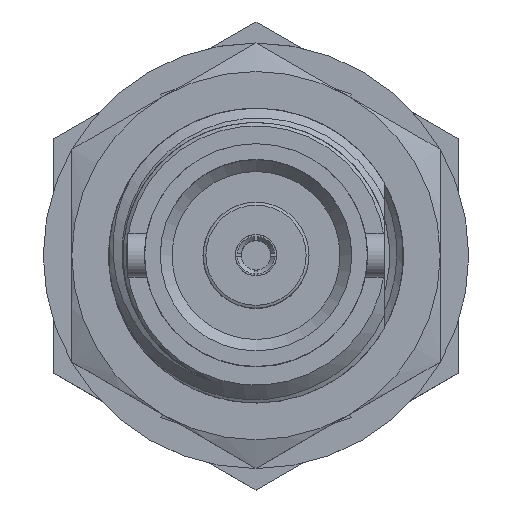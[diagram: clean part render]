
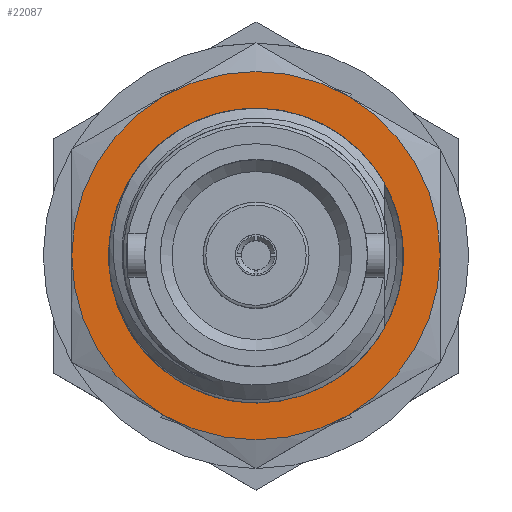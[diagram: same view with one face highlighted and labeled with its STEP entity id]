
A CAD part, top view. The second image highlights one B-rep face of the part: STEP entity #22087.
In plain terms, the highlighted face is planar.
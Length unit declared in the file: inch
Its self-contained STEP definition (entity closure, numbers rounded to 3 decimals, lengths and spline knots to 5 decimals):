
#432 = DIRECTION ( 'NONE',  ( -1., 0., 0. ) ) ;
#513 = CARTESIAN_POINT ( 'NONE',  ( 0.52, 0., 0. ) ) ;
#1049 = AXIS2_PLACEMENT_3D ( 'NONE', #2548, #16652, #12638 ) ;
#1150 = AXIS2_PLACEMENT_3D ( 'NONE', #10446, #3136, #22967 ) ;
#1439 = DIRECTION ( 'NONE',  ( 0., 0., 1. ) ) ;
#2548 = CARTESIAN_POINT ( 'NONE',  ( 0.52, 0., 0. ) ) ;
#2714 = CIRCLE ( 'NONE', #12215, 0.3125 ) ;
#3136 = DIRECTION ( 'NONE',  ( -1., 0., 0. ) ) ;
#3308 = CIRCLE ( 'NONE', #19108, 0.25015 ) ;
#3393 = CARTESIAN_POINT ( 'NONE',  ( 0.52, 0., 0. ) ) ;
#3639 = ORIENTED_EDGE ( 'NONE', *, *, #24589, .T. ) ;
#3754 = VERTEX_POINT ( 'NONE', #11831 ) ;
#4446 = DIRECTION ( 'NONE',  ( -1., 0., 0. ) ) ;
#4621 = FACE_OUTER_BOUND ( 'NONE', #15127, .T. ) ;
#5219 = CIRCLE ( 'NONE', #21108, 0.3125 ) ;
#5388 = CIRCLE ( 'NONE', #16942, 0.3125 ) ;
#5435 = ORIENTED_EDGE ( 'NONE', *, *, #14588, .T. ) ;
#5770 = DIRECTION ( 'NONE',  ( -1., 0., 0. ) ) ;
#5942 = DIRECTION ( 'NONE',  ( 0., 0., 1. ) ) ;
#6560 = DIRECTION ( 'NONE',  ( 0., 0., 1. ) ) ;
#7123 = DIRECTION ( 'NONE',  ( -1., 0., 0. ) ) ;
#8832 = EDGE_CURVE ( 'NONE', #9086, #10317, #15783, .T. ) ;
#9086 = VERTEX_POINT ( 'NONE', #17258 ) ;
#9136 = EDGE_CURVE ( 'NONE', #3754, #9086, #5388, .T. ) ;
#9210 = DIRECTION ( 'NONE',  ( -1., 0., 0. ) ) ;
#9483 = EDGE_CURVE ( 'NONE', #12642, #3754, #25763, .T. ) ;
#9541 = VERTEX_POINT ( 'NONE', #11754 ) ;
#10317 = VERTEX_POINT ( 'NONE', #13975 ) ;
#10446 = CARTESIAN_POINT ( 'NONE',  ( 0.52, 0., 0. ) ) ;
#11635 = CIRCLE ( 'NONE', #1049, 0.3125 ) ;
#11754 = CARTESIAN_POINT ( 'NONE',  ( 0.52, -0.15625, -0.27063 ) ) ;
#11831 = CARTESIAN_POINT ( 'NONE',  ( 0.52, 0.15625, 0.27063 ) ) ;
#12215 = AXIS2_PLACEMENT_3D ( 'NONE', #12784, #4446, #18487 ) ;
#12366 = ORIENTED_EDGE ( 'NONE', *, *, #22072, .T. ) ;
#12638 = DIRECTION ( 'NONE',  ( 0., 0., 1. ) ) ;
#12642 = VERTEX_POINT ( 'NONE', #16073 ) ;
#12784 = CARTESIAN_POINT ( 'NONE',  ( 0.52, 0., 0. ) ) ;
#13325 = ORIENTED_EDGE ( 'NONE', *, *, #8832, .T. ) ;
#13975 = CARTESIAN_POINT ( 'NONE',  ( 0.52, 0.15625, -0.27063 ) ) ;
#14588 = EDGE_CURVE ( 'NONE', #9541, #15996, #11635, .T. ) ;
#15127 = EDGE_LOOP ( 'NONE', ( #23576, #25428, #13325, #12366, #5435, #3639 ) ) ;
#15245 = DIRECTION ( 'NONE',  ( 0., 0., 1. ) ) ;
#15783 = CIRCLE ( 'NONE', #1150, 0.3125 ) ;
#15996 = VERTEX_POINT ( 'NONE', #17685 ) ;
#16073 = CARTESIAN_POINT ( 'NONE',  ( 0.52, -0.15625, 0.27063 ) ) ;
#16185 = VERTEX_POINT ( 'NONE', #21895 ) ;
#16652 = DIRECTION ( 'NONE',  ( -1., 0., 0. ) ) ;
#16942 = AXIS2_PLACEMENT_3D ( 'NONE', #3393, #9210, #15245 ) ;
#17258 = CARTESIAN_POINT ( 'NONE',  ( 0.52, 0.3125, 0. ) ) ;
#17685 = CARTESIAN_POINT ( 'NONE',  ( 0.52, -0.3125, 0. ) ) ;
#18487 = DIRECTION ( 'NONE',  ( 0., 0., 1. ) ) ;
#19108 = AXIS2_PLACEMENT_3D ( 'NONE', #24976, #7123, #23065 ) ;
#20985 = AXIS2_PLACEMENT_3D ( 'NONE', #25821, #5770, #5942 ) ;
#21108 = AXIS2_PLACEMENT_3D ( 'NONE', #23634, #25450, #1439 ) ;
#21873 = FACE_BOUND ( 'NONE', #23716, .T. ) ;
#21895 = CARTESIAN_POINT ( 'NONE',  ( 0.52, 0., 0.25015 ) ) ;
#22072 = EDGE_CURVE ( 'NONE', #10317, #9541, #2714, .T. ) ;
#22087 = ADVANCED_FACE ( 'NONE', ( #21873, #4621 ), #24517, .T. ) ;
#22117 = ORIENTED_EDGE ( 'NONE', *, *, #25372, .F. ) ;
#22967 = DIRECTION ( 'NONE',  ( 0., 0., 1. ) ) ;
#23065 = DIRECTION ( 'NONE',  ( 0., 0., 1. ) ) ;
#23576 = ORIENTED_EDGE ( 'NONE', *, *, #9483, .T. ) ;
#23634 = CARTESIAN_POINT ( 'NONE',  ( 0.52, 0., 0. ) ) ;
#23716 = EDGE_LOOP ( 'NONE', ( #22117 ) ) ;
#24517 = PLANE ( 'NONE',  #25767 ) ;
#24589 = EDGE_CURVE ( 'NONE', #15996, #12642, #5219, .T. ) ;
#24976 = CARTESIAN_POINT ( 'NONE',  ( 0.52, 0., 0. ) ) ;
#25372 = EDGE_CURVE ( 'NONE', #16185, #16185, #3308, .T. ) ;
#25428 = ORIENTED_EDGE ( 'NONE', *, *, #9136, .T. ) ;
#25450 = DIRECTION ( 'NONE',  ( -1., 0., 0. ) ) ;
#25763 = CIRCLE ( 'NONE', #20985, 0.3125 ) ;
#25767 = AXIS2_PLACEMENT_3D ( 'NONE', #513, #432, #6560 ) ;
#25821 = CARTESIAN_POINT ( 'NONE',  ( 0.52, 0., 0. ) ) ;
